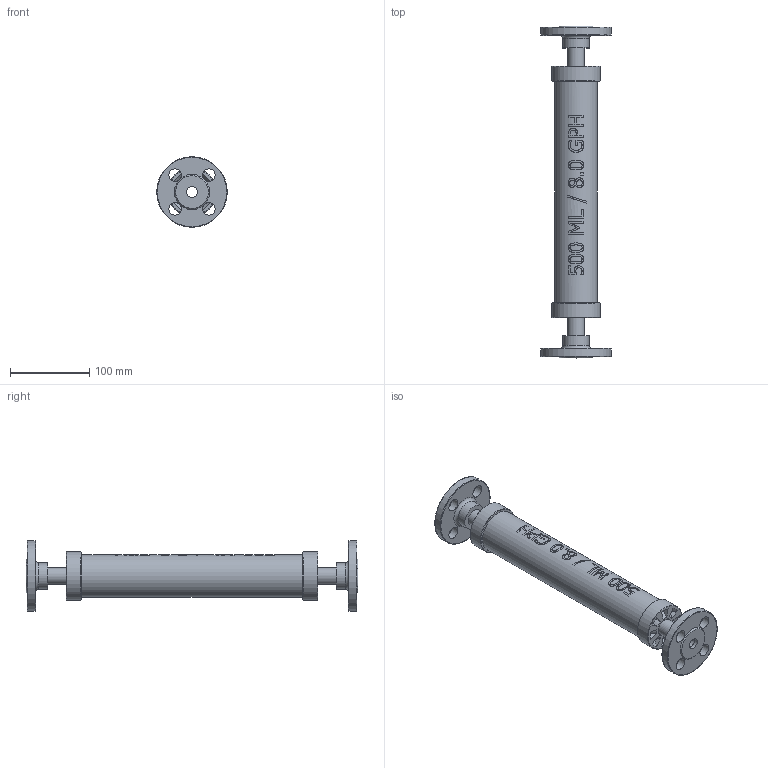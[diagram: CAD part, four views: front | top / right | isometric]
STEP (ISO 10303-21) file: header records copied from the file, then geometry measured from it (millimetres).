
FILE_DESCRIPTION((''),'2;1');
FILE_NAME('PV#2-500-F_R0.iam.stp','2016-10-13T14:09:44',(''),(''),'Autodesk Inventor 2009','Autodesk Inventor 2009','');
FILE_SCHEMA(('AUTOMOTIVE_DESIGN { 1 0 10303 214 1 1 1 1 }'));
Length unit declared in the file: inch
Products named in the file (6): PV#2-500-F_R0; PV-SW-500_R2; PV-500-TUBE_R0; SA-50FLG-PVC_R0; FLG-50PVC_R0; PIPE-50PVC_R0
Assembly tree (7 placements, depth 3):
  PV#2-500-F_R0
    PV-SW-500_R2  x2
    PV-500-TUBE_R0
    SA-50FLG-PVC_R0  x2
      FLG-50PVC_R0
      PIPE-50PVC_R0
Bounding box: 88.9 x 419.1 x 88.9 mm (x, y, z)
Volume: 307168.4 mm3; surface area: 178741.9 mm2
Topology: 7 solids, 7 shells, 307 faces, 751 edges, 492 vertices
Faces by surface type: bspline 176, plane 77, cone 28, cylinder 26
Full cylindrical faces by diameter (mm): 15.875 x4, 50.927 x1, 53.975 x1, 60.96 x2
Entity records: 48086 total; most frequent: CARTESIAN_POINT 43122, ORIENTED_EDGE 1152, DIRECTION 632, EDGE_CURVE 576, VERTEX_POINT 395, EDGE_LOOP 309, B_SPLINE_CURVE_WITH_KNOTS 246, FACE_OUTER_BOUND 241
